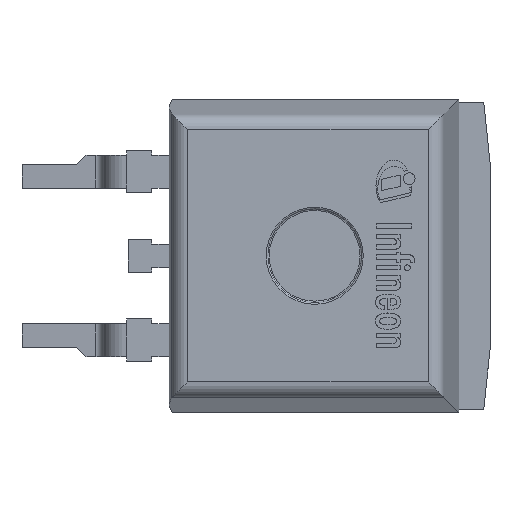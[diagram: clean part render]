
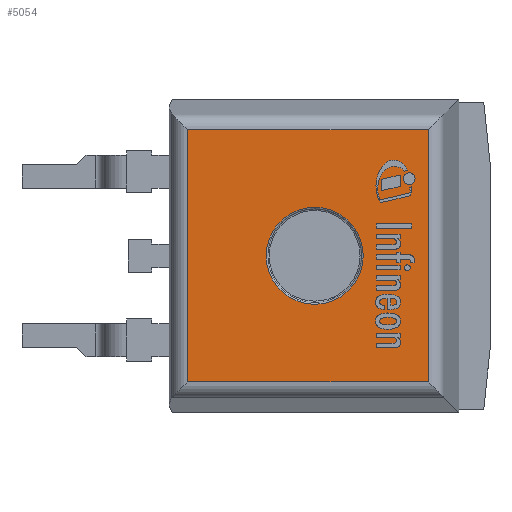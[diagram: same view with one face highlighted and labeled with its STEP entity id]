
A CAD part, top view. The second image highlights one B-rep face of the part: STEP entity #5054.
In plain terms, the highlighted planar face has unit normal (0, 0, 1).
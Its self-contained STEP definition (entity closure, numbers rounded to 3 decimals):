
#53=FACE_BOUND('',#535,.T.);
#72=PLANE('',#5374);
#240=FACE_OUTER_BOUND('',#534,.T.);
#534=EDGE_LOOP('',(#3424,#3425,#3426,#3427));
#535=EDGE_LOOP('',(#3428));
#838=LINE('',#7556,#1347);
#840=LINE('',#7564,#1349);
#842=LINE('',#7570,#1351);
#845=LINE('',#7580,#1354);
#1347=VECTOR('',#5934,1.);
#1349=VECTOR('',#5942,1.);
#1351=VECTOR('',#5948,1.);
#1354=VECTOR('',#5959,1.);
#1848=CIRCLE('',#5375,1.55);
#2109=VERTEX_POINT('',#7554);
#2110=VERTEX_POINT('',#7555);
#2113=VERTEX_POINT('',#7563);
#2115=VERTEX_POINT('',#7569);
#2122=VERTEX_POINT('',#7593);
#2624=EDGE_CURVE('',#2109,#2110,#838,.T.);
#2628=EDGE_CURVE('',#2110,#2113,#840,.T.);
#2631=EDGE_CURVE('',#2113,#2115,#842,.T.);
#2637=EDGE_CURVE('',#2115,#2109,#845,.T.);
#2644=EDGE_CURVE('',#2122,#2122,#1848,.T.);
#3424=ORIENTED_EDGE('',*,*,#2624,.F.);
#3425=ORIENTED_EDGE('',*,*,#2637,.F.);
#3426=ORIENTED_EDGE('',*,*,#2631,.F.);
#3427=ORIENTED_EDGE('',*,*,#2628,.F.);
#3428=ORIENTED_EDGE('',*,*,#2644,.F.);
#5054=ADVANCED_FACE('',(#240,#53),#72,.T.);
#5374=AXIS2_PLACEMENT_3D('',#7592,#5970,#5971);
#5375=AXIS2_PLACEMENT_3D('',#7594,#5972,#5973);
#5934=DIRECTION('',(0.,-1.,0.));
#5942=DIRECTION('',(-1.,0.,0.));
#5948=DIRECTION('',(0.,1.,0.));
#5959=DIRECTION('',(1.,0.,0.));
#5970=DIRECTION('center_axis',(0.,0.,1.));
#5971=DIRECTION('ref_axis',(0.,-1.,0.));
#5972=DIRECTION('center_axis',(0.,0.,1.));
#5973=DIRECTION('ref_axis',(0.,1.,0.));
#7554=CARTESIAN_POINT('',(5.504,4.029,4.5));
#7555=CARTESIAN_POINT('',(5.504,-4.029,4.5));
#7556=CARTESIAN_POINT('',(5.504,-6.048,4.5));
#7563=CARTESIAN_POINT('',(-2.186,-4.029,4.5));
#7564=CARTESIAN_POINT('',(-9.801,-4.029,4.5));
#7569=CARTESIAN_POINT('',(-2.186,4.029,4.5));
#7570=CARTESIAN_POINT('',(-2.186,-5.347,4.5));
#7580=CARTESIAN_POINT('',(13.291,4.029,4.5));
#7592=CARTESIAN_POINT('Origin',(1.85,0.,
4.5));
#7593=CARTESIAN_POINT('',(1.875,-1.55,4.5));
#7594=CARTESIAN_POINT('Origin',(1.875,0.,4.5));
